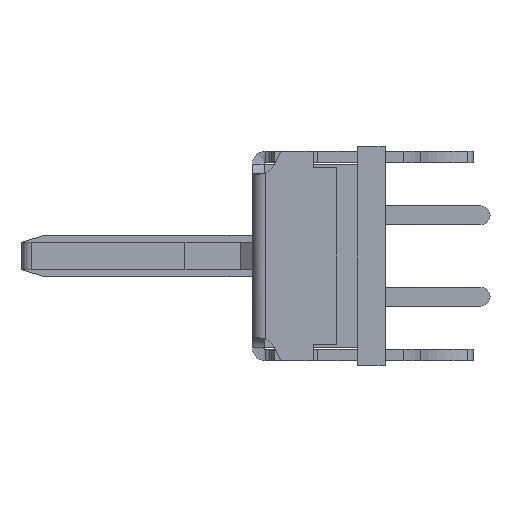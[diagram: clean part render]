
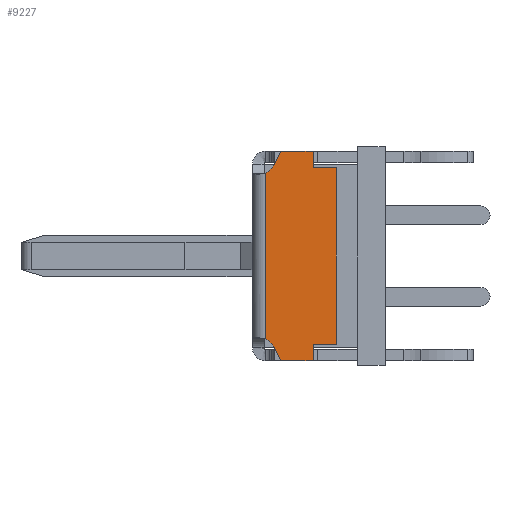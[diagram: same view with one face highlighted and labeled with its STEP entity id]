
A CAD part, left-side view. The second image highlights one B-rep face of the part: STEP entity #9227.
In plain terms, the highlighted planar face has unit normal (-1, 0, 0).
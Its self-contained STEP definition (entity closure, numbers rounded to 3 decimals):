
#97 = VERTEX_POINT ( 'NONE', #6028 ) ;
#174 = CARTESIAN_POINT ( 'NONE',  ( -22.5, 2.9, 3.8 ) ) ;
#363 = VECTOR ( 'NONE', #4487, 1000. ) ;
#578 = DIRECTION ( 'NONE',  ( 0., -1., 0. ) ) ;
#616 = FACE_OUTER_BOUND ( 'NONE', #9040, .T. ) ;
#624 = CARTESIAN_POINT ( 'NONE',  ( -22.5, 5.283, 4.5 ) ) ;
#625 = VERTEX_POINT ( 'NONE', #6513 ) ;
#628 = CARTESIAN_POINT ( 'NONE',  ( -22.5, 3.9, -3.8 ) ) ;
#730 = CARTESIAN_POINT ( 'NONE',  ( -22.5, 2.9, -3.8 ) ) ;
#842 = VECTOR ( 'NONE', #2083, 1000. ) ;
#923 = VERTEX_POINT ( 'NONE', #6262 ) ;
#1036 = VECTOR ( 'NONE', #3001, 1000. ) ;
#1040 = ORIENTED_EDGE ( 'NONE', *, *, #5209, .F. ) ;
#1081 = CARTESIAN_POINT ( 'NONE',  ( -22.5, 3.9, -3.8 ) ) ;
#1177 = DIRECTION ( 'NONE',  ( 1., 0., 0. ) ) ;
#1186 = CARTESIAN_POINT ( 'NONE',  ( -22.5, 6.15, 4.221 ) ) ;
#1218 = CARTESIAN_POINT ( 'NONE',  ( -22.5, 5.569, 3.929 ) ) ;
#1270 = LINE ( 'NONE', #4041, #4636 ) ;
#1298 = CARTESIAN_POINT ( 'NONE',  ( -22.5, 5.95, 0. ) ) ;
#1464 = CARTESIAN_POINT ( 'NONE',  ( -22.5, 5.95, -3.559 ) ) ;
#1676 = DIRECTION ( 'NONE',  ( -1., 0., 0. ) ) ;
#1761 = VERTEX_POINT ( 'NONE', #6384 ) ;
#1832 = AXIS2_PLACEMENT_3D ( 'NONE', #2559, #1676, #7119 ) ;
#1856 = VERTEX_POINT ( 'NONE', #5739 ) ;
#1878 = EDGE_CURVE ( 'NONE', #6177, #9288, #4892, .T. ) ;
#2008 = VERTEX_POINT ( 'NONE', #174 ) ;
#2083 = DIRECTION ( 'NONE',  ( 0., 0., -1. ) ) ;
#2191 = ORIENTED_EDGE ( 'NONE', *, *, #3915, .T. ) ;
#2206 = DIRECTION ( 'NONE',  ( 0., 0.707, -0.707 ) ) ;
#2290 = ORIENTED_EDGE ( 'NONE', *, *, #8713, .T. ) ;
#2361 = CIRCLE ( 'NONE', #1832, 0.65 ) ;
#2405 = VECTOR ( 'NONE', #6970, 1000. ) ;
#2499 = VERTEX_POINT ( 'NONE', #1218 ) ;
#2528 = CIRCLE ( 'NONE', #4567, 0.65 ) ;
#2540 = VERTEX_POINT ( 'NONE', #1081 ) ;
#2557 = CARTESIAN_POINT ( 'NONE',  ( -22.5, 3.9, -4.5 ) ) ;
#2559 = CARTESIAN_POINT ( 'NONE',  ( -22.5, 6.221, -4.15 ) ) ;
#2703 = EDGE_CURVE ( 'NONE', #1761, #6177, #5709, .T. ) ;
#2712 = LINE ( 'NONE', #8070, #6076 ) ;
#2772 = ORIENTED_EDGE ( 'NONE', *, *, #2849, .T. ) ;
#2801 = EDGE_CURVE ( 'NONE', #1856, #923, #2528, .T. ) ;
#2807 = ORIENTED_EDGE ( 'NONE', *, *, #7133, .T. ) ;
#2849 = EDGE_CURVE ( 'NONE', #3209, #2008, #2712, .T. ) ;
#2926 = ORIENTED_EDGE ( 'NONE', *, *, #3800, .F. ) ;
#3001 = DIRECTION ( 'NONE',  ( 0., 0.449, -0.894 ) ) ;
#3102 = LINE ( 'NONE', #8350, #6374 ) ;
#3209 = VERTEX_POINT ( 'NONE', #730 ) ;
#3249 = CARTESIAN_POINT ( 'NONE',  ( -22.5, 5.691, -3.761 ) ) ;
#3295 = CARTESIAN_POINT ( 'NONE',  ( -22.5, 5.283, 4.5 ) ) ;
#3379 = VECTOR ( 'NONE', #2206, 1000. ) ;
#3520 = CIRCLE ( 'NONE', #4898, 0.65 ) ;
#3523 = CARTESIAN_POINT ( 'NONE',  ( -22.5, 0., 0. ) ) ;
#3593 = VECTOR ( 'NONE', #5681, 1000. ) ;
#3800 = EDGE_CURVE ( 'NONE', #5022, #1761, #6753, .T. ) ;
#3868 = CARTESIAN_POINT ( 'NONE',  ( -22.5, 5.569, -3.929 ) ) ;
#3915 = EDGE_CURVE ( 'NONE', #2499, #5722, #3520, .T. ) ;
#3971 = DIRECTION ( 'NONE',  ( 0., -1., 0. ) ) ;
#4016 = ORIENTED_EDGE ( 'NONE', *, *, #9287, .F. ) ;
#4041 = CARTESIAN_POINT ( 'NONE',  ( -22.5, 2.9, -3.8 ) ) ;
#4150 = CARTESIAN_POINT ( 'NONE',  ( -22.5, 5.761, -3.691 ) ) ;
#4196 = EDGE_CURVE ( 'NONE', #5022, #2540, #7268, .T. ) ;
#4378 = ORIENTED_EDGE ( 'NONE', *, *, #1878, .F. ) ;
#4392 = LINE ( 'NONE', #9335, #842 ) ;
#4394 = VECTOR ( 'NONE', #6832, 1000. ) ;
#4406 = LINE ( 'NONE', #624, #1036 ) ;
#4436 = CARTESIAN_POINT ( 'NONE',  ( -22.5, 6.221, 4.15 ) ) ;
#4440 = VECTOR ( 'NONE', #6568, 1000. ) ;
#4487 = DIRECTION ( 'NONE',  ( 0., 0., 1. ) ) ;
#4567 = AXIS2_PLACEMENT_3D ( 'NONE', #4436, #1177, #578 ) ;
#4636 = VECTOR ( 'NONE', #3971, 1000. ) ;
#4821 = CARTESIAN_POINT ( 'NONE',  ( -22.5, 4.726, -4.726 ) ) ;
#4882 = CARTESIAN_POINT ( 'NONE',  ( -22.5, 5.691, 3.761 ) ) ;
#4892 = CIRCLE ( 'NONE', #8878, 0.65 ) ;
#4898 = AXIS2_PLACEMENT_3D ( 'NONE', #1186, #7183, #8749 ) ;
#4915 = ORIENTED_EDGE ( 'NONE', *, *, #2703, .F. ) ;
#5022 = VERTEX_POINT ( 'NONE', #5841 ) ;
#5209 = EDGE_CURVE ( 'NONE', #8891, #9105, #2361, .T. ) ;
#5681 = DIRECTION ( 'NONE',  ( 0., 1., 0. ) ) ;
#5709 = LINE ( 'NONE', #7586, #2405 ) ;
#5722 = VERTEX_POINT ( 'NONE', #4882 ) ;
#5739 = CARTESIAN_POINT ( 'NONE',  ( -22.5, 5.761, 3.691 ) ) ;
#5841 = CARTESIAN_POINT ( 'NONE',  ( -22.5, 3.9, -4.5 ) ) ;
#6028 = CARTESIAN_POINT ( 'NONE',  ( -22.5, 3.9, 4.5 ) ) ;
#6076 = VECTOR ( 'NONE', #9666, 1000. ) ;
#6137 = ORIENTED_EDGE ( 'NONE', *, *, #4196, .T. ) ;
#6177 = VERTEX_POINT ( 'NONE', #3868 ) ;
#6262 = CARTESIAN_POINT ( 'NONE',  ( -22.5, 5.95, 3.559 ) ) ;
#6318 = CARTESIAN_POINT ( 'NONE',  ( -22.5, 6.15, -4.221 ) ) ;
#6374 = VECTOR ( 'NONE', #7151, 1000. ) ;
#6384 = CARTESIAN_POINT ( 'NONE',  ( -22.5, 5.283, -4.5 ) ) ;
#6503 = PLANE ( 'NONE',  #8525 ) ;
#6513 = CARTESIAN_POINT ( 'NONE',  ( -22.5, 3.9, 3.8 ) ) ;
#6563 = ORIENTED_EDGE ( 'NONE', *, *, #7086, .F. ) ;
#6568 = DIRECTION ( 'NONE',  ( 0., 0., 1. ) ) ;
#6629 = EDGE_CURVE ( 'NONE', #9288, #8891, #7327, .T. ) ;
#6753 = LINE ( 'NONE', #2557, #3593 ) ;
#6764 = ORIENTED_EDGE ( 'NONE', *, *, #8381, .T. ) ;
#6832 = DIRECTION ( 'NONE',  ( 0., -1., 0. ) ) ;
#6944 = ORIENTED_EDGE ( 'NONE', *, *, #9532, .F. ) ;
#6970 = DIRECTION ( 'NONE',  ( 0., 0.449, 0.894 ) ) ;
#7086 = EDGE_CURVE ( 'NONE', #625, #2008, #7567, .T. ) ;
#7119 = DIRECTION ( 'NONE',  ( 0., -1., 0. ) ) ;
#7133 = EDGE_CURVE ( 'NONE', #9923, #2499, #4406, .T. ) ;
#7151 = DIRECTION ( 'NONE',  ( 0., 1., 0. ) ) ;
#7183 = DIRECTION ( 'NONE',  ( 1., 0., 0. ) ) ;
#7268 = LINE ( 'NONE', #628, #363 ) ;
#7274 = VECTOR ( 'NONE', #9549, 1000. ) ;
#7327 = LINE ( 'NONE', #4821, #7274 ) ;
#7567 = LINE ( 'NONE', #8110, #4394 ) ;
#7586 = CARTESIAN_POINT ( 'NONE',  ( -22.5, 5.283, -4.5 ) ) ;
#7667 = CARTESIAN_POINT ( 'NONE',  ( -22.5, 4.726, 4.726 ) ) ;
#7884 = LINE ( 'NONE', #1298, #4440 ) ;
#7993 = DIRECTION ( 'NONE',  ( 0., 1., 0. ) ) ;
#8009 = DIRECTION ( 'NONE',  ( 0., -1., 0. ) ) ;
#8070 = CARTESIAN_POINT ( 'NONE',  ( -22.5, 2.9, 0. ) ) ;
#8110 = CARTESIAN_POINT ( 'NONE',  ( -22.5, 2.9, 3.8 ) ) ;
#8236 = ORIENTED_EDGE ( 'NONE', *, *, #9977, .T. ) ;
#8350 = CARTESIAN_POINT ( 'NONE',  ( -22.5, 3.9, 4.5 ) ) ;
#8381 = EDGE_CURVE ( 'NONE', #97, #9923, #3102, .T. ) ;
#8391 = ORIENTED_EDGE ( 'NONE', *, *, #6629, .F. ) ;
#8525 = AXIS2_PLACEMENT_3D ( 'NONE', #3523, #9578, #7993 ) ;
#8684 = DIRECTION ( 'NONE',  ( -1., 0., 0. ) ) ;
#8713 = EDGE_CURVE ( 'NONE', #5722, #1856, #10079, .T. ) ;
#8749 = DIRECTION ( 'NONE',  ( 0., -1., 0. ) ) ;
#8878 = AXIS2_PLACEMENT_3D ( 'NONE', #6318, #8684, #8009 ) ;
#8891 = VERTEX_POINT ( 'NONE', #4150 ) ;
#9040 = EDGE_LOOP ( 'NONE', ( #6137, #8236, #2772, #6563, #6944, #6764, #2807, #2191, #2290, #9806, #4016, #1040, #8391, #4378, #4915, #2926 ) ) ;
#9105 = VERTEX_POINT ( 'NONE', #1464 ) ;
#9227 = ADVANCED_FACE ( 'NONE', ( #616 ), #6503, .T. ) ;
#9287 = EDGE_CURVE ( 'NONE', #9105, #923, #7884, .T. ) ;
#9288 = VERTEX_POINT ( 'NONE', #3249 ) ;
#9335 = CARTESIAN_POINT ( 'NONE',  ( -22.5, 3.9, 3.8 ) ) ;
#9532 = EDGE_CURVE ( 'NONE', #97, #625, #4392, .T. ) ;
#9549 = DIRECTION ( 'NONE',  ( 0., 0.707, 0.707 ) ) ;
#9578 = DIRECTION ( 'NONE',  ( -1., 0., 0. ) ) ;
#9666 = DIRECTION ( 'NONE',  ( 0., 0., 1. ) ) ;
#9806 = ORIENTED_EDGE ( 'NONE', *, *, #2801, .T. ) ;
#9923 = VERTEX_POINT ( 'NONE', #3295 ) ;
#9977 = EDGE_CURVE ( 'NONE', #2540, #3209, #1270, .T. ) ;
#10079 = LINE ( 'NONE', #7667, #3379 ) ;
